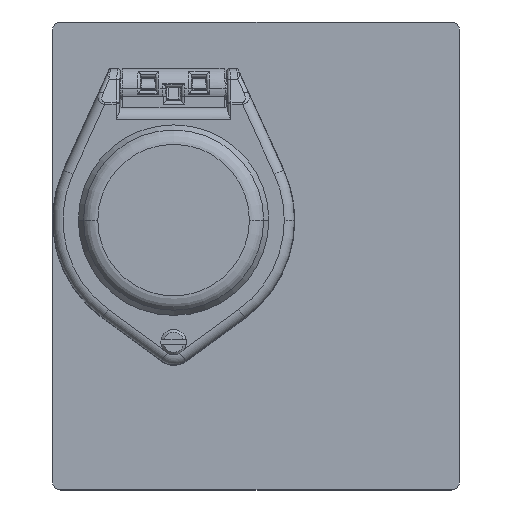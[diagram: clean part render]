
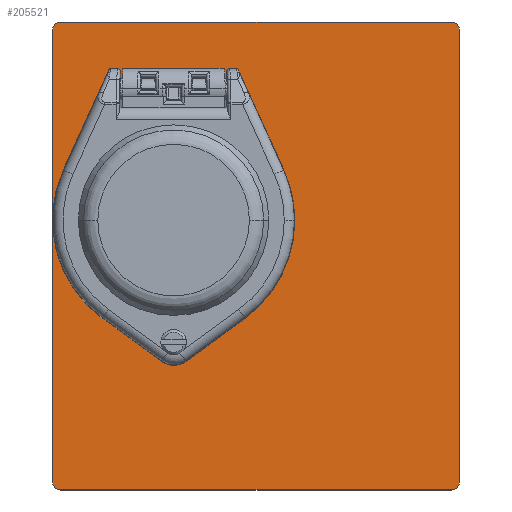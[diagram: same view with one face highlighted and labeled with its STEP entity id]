
A CAD part, top view. The second image highlights one B-rep face of the part: STEP entity #205521.
In plain terms, the highlighted planar face has unit normal (0, 0, 1).
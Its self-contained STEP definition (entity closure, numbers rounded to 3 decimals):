
#12398 = VERTEX_POINT ( 'NONE', #464700 ) ;
#18559 = LINE ( 'NONE', #56284, #390289 ) ;
#20743 = AXIS2_PLACEMENT_3D ( 'NONE', #36857, #389939, #525890 ) ;
#26040 = DIRECTION ( 'NONE',  ( 1., 0., 0. ) ) ;
#36857 = CARTESIAN_POINT ( 'NONE',  ( -69.411, 81.998, 1.524 ) ) ;
#42459 = VERTEX_POINT ( 'NONE', #319956 ) ;
#42520 = CARTESIAN_POINT ( 'NONE',  ( -99.637, 16.72, 1.524 ) ) ;
#54293 = CARTESIAN_POINT ( 'NONE',  ( -98.722, 131.528, 1.524 ) ) ;
#56284 = CARTESIAN_POINT ( 'NONE',  ( -99.637, 16.72, 1.524 ) ) ;
#70683 = EDGE_CURVE ( 'NONE', #265745, #178347, #344163, .T. ) ;
#76352 = CARTESIAN_POINT ( 'NONE',  ( -97.605, 14.688, 1.524 ) ) ;
#77923 = DIRECTION ( 'NONE',  ( 1., 0., 0. ) ) ;
#86762 = DIRECTION ( 'NONE',  ( -1., 0., 0. ) ) ;
#89979 = B_SPLINE_CURVE_WITH_KNOTS ( 'NONE', 3,
 ( #524846, #386040, #166019, #76352 ),
 .UNSPECIFIED., .F., .F.,
 ( 4, 4 ),
 ( 0., 1. ),
 .UNSPECIFIED. ) ;
#100039 = VECTOR ( 'NONE', #77923, 1000. ) ;
#129014 = VERTEX_POINT ( 'NONE', #242678 ) ;
#132506 = DIRECTION ( 'NONE',  ( 0., 1., 0. ) ) ;
#156267 = DIRECTION ( 'NONE',  ( 0., 0., 1. ) ) ;
#157370 = CARTESIAN_POINT ( 'NONE',  ( 1.963, 130.614, 1.524 ) ) ;
#158142 = VECTOR ( 'NONE', #132506, 1000. ) ;
#164797 = FACE_BOUND ( 'NONE', #226731, .T. ) ;
#166019 = CARTESIAN_POINT ( 'NONE',  ( -98.722, 14.688, 1.524 ) ) ;
#178141 = CIRCLE ( 'NONE', #20743, 20.955 ) ;
#178347 = VERTEX_POINT ( 'NONE', #479089 ) ;
#179290 = EDGE_CURVE ( 'NONE', #497265, #129014, #208694, .T. ) ;
#180481 = CARTESIAN_POINT ( 'NONE',  ( 1.049, 14.688, 1.524 ) ) ;
#205521 = ADVANCED_FACE ( 'NONE', ( #465961, #164797 ), #463115, .T. ) ;
#207103 = DIRECTION ( 'NONE',  ( 0., 0., 1. ) ) ;
#208694 = CIRCLE ( 'NONE', #532251, 20.955 ) ;
#209707 = ORIENTED_EDGE ( 'NONE', *, *, #70683, .T. ) ;
#209918 = EDGE_CURVE ( 'NONE', #42459, #12398, #248547, .T. ) ;
#211666 = ORIENTED_EDGE ( 'NONE', *, *, #482470, .T. ) ;
#226731 = EDGE_LOOP ( 'NONE', ( #250218, #523496 ) ) ;
#242678 = CARTESIAN_POINT ( 'NONE',  ( -48.456, 81.998, 1.524 ) ) ;
#248547 = B_SPLINE_CURVE_WITH_KNOTS ( 'NONE', 3,
 ( #293360, #157370, #383066, #296194 ),
 .UNSPECIFIED., .F., .F.,
 ( 4, 4 ),
 ( 0., 1. ),
 .UNSPECIFIED. ) ;
#248823 = CARTESIAN_POINT ( 'NONE',  ( -99.04, 130.931, 1.524 ) ) ;
#250218 = ORIENTED_EDGE ( 'NONE', *, *, #179290, .F. ) ;
#260309 = EDGE_CURVE ( 'NONE', #498389, #42459, #482768, .T. ) ;
#265745 = VERTEX_POINT ( 'NONE', #556640 ) ;
#280722 = EDGE_CURVE ( 'NONE', #12398, #443222, #425587, .T. ) ;
#284123 = CARTESIAN_POINT ( 'NONE',  ( -97.605, 131.528, 1.524 ) ) ;
#293360 = CARTESIAN_POINT ( 'NONE',  ( 1.963, 129.496, 1.524 ) ) ;
#296194 = CARTESIAN_POINT ( 'NONE',  ( -0.069, 131.528, 1.524 ) ) ;
#301411 = VERTEX_POINT ( 'NONE', #42520 ) ;
#306236 = CARTESIAN_POINT ( 'NONE',  ( -97.605, 131.528, 1.524 ) ) ;
#309329 = CARTESIAN_POINT ( 'NONE',  ( -0.069, 14.688, 1.524 ) ) ;
#310747 = CARTESIAN_POINT ( 'NONE',  ( 1.963, 16.72, 1.524 ) ) ;
#312696 = CARTESIAN_POINT ( 'NONE',  ( 1.963, 16.72, 1.524 ) ) ;
#316432 = CARTESIAN_POINT ( 'NONE',  ( -0.069, 14.688, 1.524 ) ) ;
#319956 = CARTESIAN_POINT ( 'NONE',  ( 1.963, 129.496, 1.524 ) ) ;
#334851 = VERTEX_POINT ( 'NONE', #411270 ) ;
#337378 = CARTESIAN_POINT ( 'NONE',  ( -69.411, 81.998, 1.524 ) ) ;
#338288 = EDGE_CURVE ( 'NONE', #301411, #265745, #89979, .T. ) ;
#344163 = LINE ( 'NONE', #309329, #100039 ) ;
#358227 = CARTESIAN_POINT ( 'NONE',  ( -99.637, 130.614, 1.524 ) ) ;
#381244 = VECTOR ( 'NONE', #86762, 1000. ) ;
#383066 = CARTESIAN_POINT ( 'NONE',  ( 1.049, 131.528, 1.524 ) ) ;
#383685 = DIRECTION ( 'NONE',  ( 1., 0., 0. ) ) ;
#386040 = CARTESIAN_POINT ( 'NONE',  ( -99.637, 15.603, 1.524 ) ) ;
#389939 = DIRECTION ( 'NONE',  ( 0., 0., 1. ) ) ;
#390289 = VECTOR ( 'NONE', #409373, 1000. ) ;
#398814 = CARTESIAN_POINT ( 'NONE',  ( -99.637, 129.496, 1.524 ) ) ;
#399858 = EDGE_LOOP ( 'NONE', ( #444891, #435788, #410065, #209707, #211666, #476406, #486421, #508873 ) ) ;
#401846 = AXIS2_PLACEMENT_3D ( 'NONE', #248823, #156267, #26040 ) ;
#409373 = DIRECTION ( 'NONE',  ( 0., -1., 0. ) ) ;
#410065 = ORIENTED_EDGE ( 'NONE', *, *, #338288, .T. ) ;
#411270 = CARTESIAN_POINT ( 'NONE',  ( -99.637, 129.496, 1.524 ) ) ;
#411419 = EDGE_CURVE ( 'NONE', #334851, #301411, #18559, .T. ) ;
#425587 = LINE ( 'NONE', #572974, #381244 ) ;
#425863 = CARTESIAN_POINT ( 'NONE',  ( -90.366, 81.998, 1.524 ) ) ;
#435788 = ORIENTED_EDGE ( 'NONE', *, *, #411419, .T. ) ;
#439335 = CARTESIAN_POINT ( 'NONE',  ( 1.963, 129.496, 1.524 ) ) ;
#443222 = VERTEX_POINT ( 'NONE', #284123 ) ;
#443895 = CARTESIAN_POINT ( 'NONE',  ( 1.963, 15.603, 1.524 ) ) ;
#444891 = ORIENTED_EDGE ( 'NONE', *, *, #492203, .T. ) ;
#458507 = EDGE_CURVE ( 'NONE', #129014, #497265, #178141, .T. ) ;
#463115 = PLANE ( 'NONE',  #401846 ) ;
#464700 = CARTESIAN_POINT ( 'NONE',  ( -0.069, 131.528, 1.524 ) ) ;
#465961 = FACE_OUTER_BOUND ( 'NONE', #399858, .T. ) ;
#476406 = ORIENTED_EDGE ( 'NONE', *, *, #260309, .T. ) ;
#479089 = CARTESIAN_POINT ( 'NONE',  ( -0.069, 14.688, 1.524 ) ) ;
#480028 = B_SPLINE_CURVE_WITH_KNOTS ( 'NONE', 3,
 ( #316432, #180481, #443895, #310747 ),
 .UNSPECIFIED., .F., .F.,
 ( 4, 4 ),
 ( 0., 1. ),
 .UNSPECIFIED. ) ;
#482470 = EDGE_CURVE ( 'NONE', #178347, #498389, #480028, .T. ) ;
#482768 = LINE ( 'NONE', #439335, #158142 ) ;
#486421 = ORIENTED_EDGE ( 'NONE', *, *, #209918, .T. ) ;
#492203 = EDGE_CURVE ( 'NONE', #443222, #334851, #526643, .T. ) ;
#497265 = VERTEX_POINT ( 'NONE', #425863 ) ;
#498389 = VERTEX_POINT ( 'NONE', #312696 ) ;
#508873 = ORIENTED_EDGE ( 'NONE', *, *, #280722, .T. ) ;
#523496 = ORIENTED_EDGE ( 'NONE', *, *, #458507, .F. ) ;
#524846 = CARTESIAN_POINT ( 'NONE',  ( -99.637, 16.72, 1.524 ) ) ;
#525890 = DIRECTION ( 'NONE',  ( 1., 0., 0. ) ) ;
#526643 = B_SPLINE_CURVE_WITH_KNOTS ( 'NONE', 3,
 ( #306236, #54293, #358227, #398814 ),
 .UNSPECIFIED., .F., .F.,
 ( 4, 4 ),
 ( 0., 1. ),
 .UNSPECIFIED. ) ;
#532251 = AXIS2_PLACEMENT_3D ( 'NONE', #337378, #207103, #383685 ) ;
#556640 = CARTESIAN_POINT ( 'NONE',  ( -97.605, 14.688, 1.524 ) ) ;
#572974 = CARTESIAN_POINT ( 'NONE',  ( -97.605, 131.528, 1.524 ) ) ;
